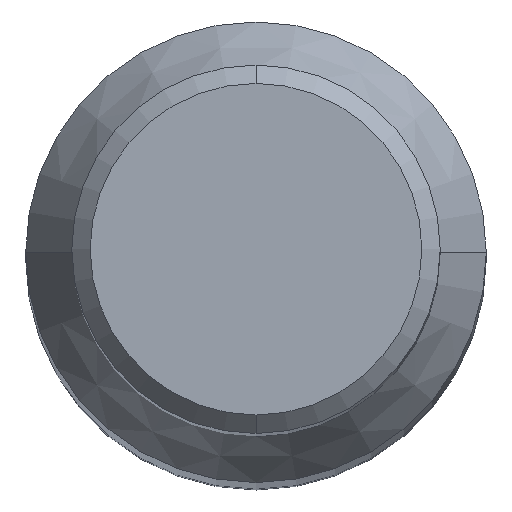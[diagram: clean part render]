
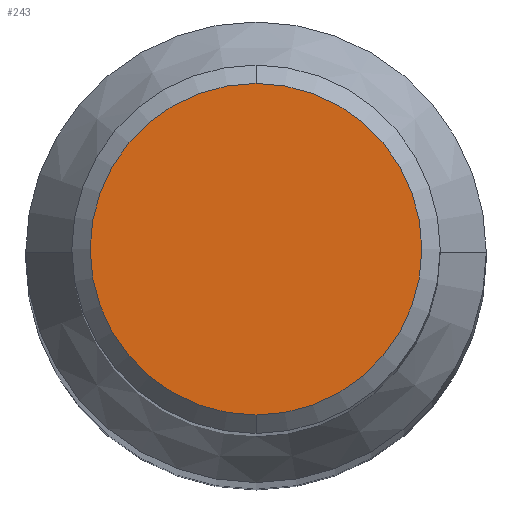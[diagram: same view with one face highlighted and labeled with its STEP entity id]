
A CAD part, top view. The second image highlights one B-rep face of the part: STEP entity #243.
In plain terms, the highlighted planar face has unit normal (0, 0, 1).
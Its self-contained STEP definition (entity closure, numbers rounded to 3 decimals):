
#227=EDGE_CURVE('',#475,#275,#592,.T.);
#243=ADVANCED_FACE('',(#609),#610,.T.);
#275=VERTEX_POINT('',#645);
#475=VERTEX_POINT('',#863);
#541=EDGE_CURVE('',#275,#475,#939,.T.);
#592=CIRCLE('',#1018,3.6);
#609=FACE_OUTER_BOUND('',#1039,.T.);
#610=PLANE('',#1040);
#645=CARTESIAN_POINT('',(0.0,3.6,0.0));
#863=CARTESIAN_POINT('',(0.,-3.6,0.0));
#939=CIRCLE('',#1669,3.6);
#1018=AXIS2_PLACEMENT_3D('',#1712,#1713,#1714);
#1039=EDGE_LOOP('',(#1726,#1727));
#1040=AXIS2_PLACEMENT_3D('',#1728,#1729,#1730);
#1669=AXIS2_PLACEMENT_3D('',#2104,#2105,#2106);
#1712=CARTESIAN_POINT('',(0.0,0.0,0.0));
#1713=DIRECTION('',(0.0,0.0,-1.0));
#1714=DIRECTION('',(0.0,1.0,0.0));
#1726=ORIENTED_EDGE('',*,*,#541,.F.);
#1727=ORIENTED_EDGE('',*,*,#227,.F.);
#1728=CARTESIAN_POINT('',(0.0,1.8,0.0));
#1729=DIRECTION('',(-0.0,0.0,1.0));
#1730=DIRECTION('',(0.0,-1.0,0.0));
#2104=CARTESIAN_POINT('',(0.0,0.0,0.0));
#2105=DIRECTION('',(0.0,0.0,-1.0));
#2106=DIRECTION('',(0.0,1.0,0.0));
